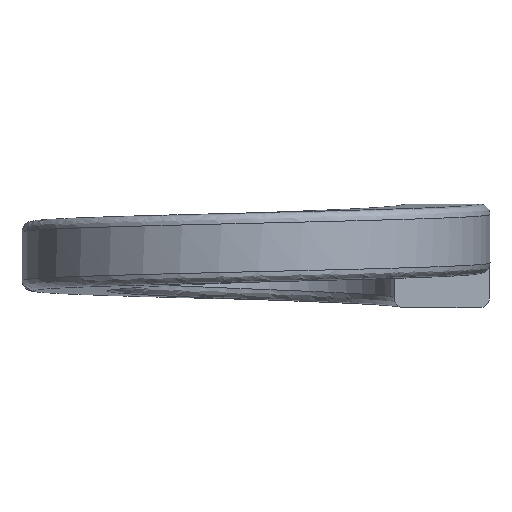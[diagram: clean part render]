
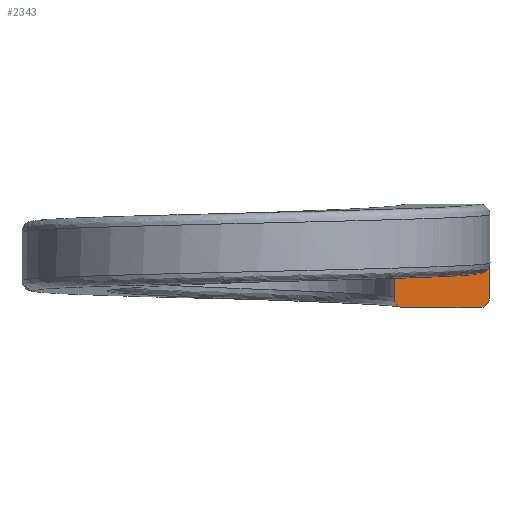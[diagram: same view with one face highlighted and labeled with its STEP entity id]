
A CAD part, left-side view. The second image highlights one B-rep face of the part: STEP entity #2343.
In plain terms, the highlighted planar face has unit normal (-0.998, -0.062, 0).
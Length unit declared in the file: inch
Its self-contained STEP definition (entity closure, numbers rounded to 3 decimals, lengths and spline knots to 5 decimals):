
#921=CARTESIAN_POINT('',(0.0046,-0.07386,
0.02405));
#922=CARTESIAN_POINT('',(0.0046,-0.07386,
0.02356));
#923=CARTESIAN_POINT('',(0.00461,-0.07398,
0.02262));
#924=CARTESIAN_POINT('',(0.00464,-0.07454,
0.02125));
#925=CARTESIAN_POINT('',(0.0047,-0.07544,
0.02008));
#926=CARTESIAN_POINT('',(0.00477,-0.0766,
0.01918));
#927=CARTESIAN_POINT('',(0.00486,-0.07797,
0.01862));
#928=CARTESIAN_POINT('',(0.00492,-0.07891,
0.0185));
#929=CARTESIAN_POINT('',(0.00495,-0.0794,
0.0185));
#931=DIRECTION('',(0.,0.,-1.));
#932=VECTOR('',#931,0.02589);
#933=CARTESIAN_POINT('',(0.0046,-0.07386,
0.04995));
#934=LINE('',#933,#932);
#935=CARTESIAN_POINT('',(0.00495,-0.0794,
0.0555));
#936=CARTESIAN_POINT('',(0.00492,-0.07891,
0.0555));
#937=CARTESIAN_POINT('',(0.00486,-0.07797,
0.05538));
#938=CARTESIAN_POINT('',(0.00477,-0.0766,
0.05482));
#939=CARTESIAN_POINT('',(0.0047,-0.07543,
0.05392));
#940=CARTESIAN_POINT('',(0.00464,-0.07454,
0.05275));
#941=CARTESIAN_POINT('',(0.00461,-0.07398,
0.05138));
#942=CARTESIAN_POINT('',(0.0046,-0.07386,
0.05043));
#943=CARTESIAN_POINT('',(0.0046,-0.07386,
0.04995));
#945=DIRECTION('',(-0.062,0.998,0.));
#946=VECTOR('',#945,0.0399);
#947=CARTESIAN_POINT('',(0.00743,-0.11922,0.0555));
#948=LINE('',#947,#946);
#949=CARTESIAN_POINT('',(0.00777,-0.12476,
0.04995));
#950=CARTESIAN_POINT('',(0.00777,-0.12476,
0.05043));
#951=CARTESIAN_POINT('',(0.00776,-0.12464,
0.05137));
#952=CARTESIAN_POINT('',(0.00773,-0.12407,
0.05277));
#953=CARTESIAN_POINT('',(0.00767,-0.12318,
0.05392));
#954=CARTESIAN_POINT('',(0.0076,-0.12203,
0.05481));
#955=CARTESIAN_POINT('',(0.00751,-0.12064,
0.05538));
#956=CARTESIAN_POINT('',(0.00746,-0.1197,0.0555));
#957=CARTESIAN_POINT('',(0.00743,-0.11922,0.0555));
#959=DIRECTION('',(0.,0.,1.));
#960=VECTOR('',#959,0.0259);
#961=CARTESIAN_POINT('',(0.00777,-0.12476,
0.02405));
#962=LINE('',#961,#960);
#963=CARTESIAN_POINT('',(0.00743,-0.11922,0.0185));
#964=CARTESIAN_POINT('',(0.00746,-0.1197,
0.0185));
#965=CARTESIAN_POINT('',(0.00751,-0.12064,
0.01862));
#966=CARTESIAN_POINT('',(0.0076,-0.12203,
0.01919));
#967=CARTESIAN_POINT('',(0.00767,-0.12318,
0.02008));
#968=CARTESIAN_POINT('',(0.00773,-0.12407,
0.02123));
#969=CARTESIAN_POINT('',(0.00776,-0.12464,
0.02263));
#970=CARTESIAN_POINT('',(0.00777,-0.12476,
0.02357));
#971=CARTESIAN_POINT('',(0.00777,-0.12476,
0.02405));
#973=DIRECTION('',(0.062,-0.998,0.));
#974=VECTOR('',#973,0.0399);
#975=CARTESIAN_POINT('',(0.00495,-0.0794,
0.0185));
#976=LINE('',#975,#974);
#996=VERTEX_POINT('',#921);
#997=VERTEX_POINT('',#929);
#1002=VERTEX_POINT('',#935);
#1003=VERTEX_POINT('',#943);
#1008=VERTEX_POINT('',#963);
#1009=VERTEX_POINT('',#971);
#1014=VERTEX_POINT('',#949);
#1015=VERTEX_POINT('',#957);
#2325=CARTESIAN_POINT('',(0.00777,-0.12476,0.0185));
#2326=DIRECTION('',(-0.998,-0.062,0.));
#2327=DIRECTION('',(-0.062,0.998,0.));
#2328=AXIS2_PLACEMENT_3D('',#2325,#2326,#2327);
#2329=PLANE('',#2328);
#2330=ORIENTED_EDGE('',*,*,#2317,.F.);
#2331=ORIENTED_EDGE('',*,*,#1258,.F.);
#2333=ORIENTED_EDGE('',*,*,#2332,.F.);
#2334=ORIENTED_EDGE('',*,*,#1566,.F.);
#2336=ORIENTED_EDGE('',*,*,#2335,.F.);
#2337=ORIENTED_EDGE('',*,*,#1804,.F.);
#2339=ORIENTED_EDGE('',*,*,#2338,.F.);
#2340=ORIENTED_EDGE('',*,*,#2111,.F.);
#2341=EDGE_LOOP('',(#2330,#2331,#2333,#2334,#2336,#2337,#2339,#2340));
#2342=FACE_OUTER_BOUND('',#2341,.F.);
#930=B_SPLINE_CURVE_WITH_KNOTS('',3,(#921,#922,#923,#924,#925,#926,#927,#928,
#929),.UNSPECIFIED.,.F.,.F.,(4,1,1,1,1,1,4),(0.,0.16667,
0.33333,0.5,0.66667,0.83333,1.),
.UNSPECIFIED.);
#944=B_SPLINE_CURVE_WITH_KNOTS('',3,(#935,#936,#937,#938,#939,#940,#941,#942,
#943),.UNSPECIFIED.,.F.,.F.,(4,1,1,1,1,1,4),(0.,0.16667,
0.33333,0.5,0.66667,0.83333,1.),
.UNSPECIFIED.);
#958=B_SPLINE_CURVE_WITH_KNOTS('',3,(#949,#950,#951,#952,#953,#954,#955,#956,
#957),.UNSPECIFIED.,.F.,.F.,(4,1,1,1,1,1,4),(0.,0.16667,
0.33333,0.5,0.66667,0.83333,1.),
.UNSPECIFIED.);
#972=B_SPLINE_CURVE_WITH_KNOTS('',3,(#963,#964,#965,#966,#967,#968,#969,#970,
#971),.UNSPECIFIED.,.F.,.F.,(4,1,1,1,1,1,4),(0.,0.16667,
0.33333,0.5,0.66667,0.83333,1.),
.UNSPECIFIED.);
#1258=EDGE_CURVE('',#1003,#996,#934,.T.);
#1566=EDGE_CURVE('',#1015,#1002,#948,.T.);
#1804=EDGE_CURVE('',#1009,#1014,#962,.T.);
#2111=EDGE_CURVE('',#997,#1008,#976,.T.);
#2317=EDGE_CURVE('',#996,#997,#930,.T.);
#2332=EDGE_CURVE('',#1002,#1003,#944,.T.);
#2335=EDGE_CURVE('',#1014,#1015,#958,.T.);
#2338=EDGE_CURVE('',#1008,#1009,#972,.T.);
#2343=ADVANCED_FACE('',(#2342),#2329,.T.);
